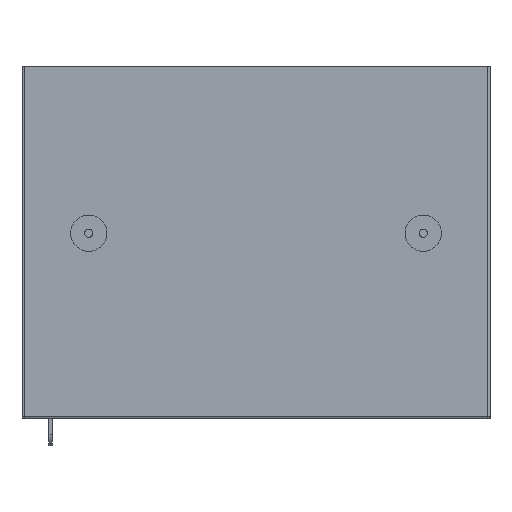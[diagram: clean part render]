
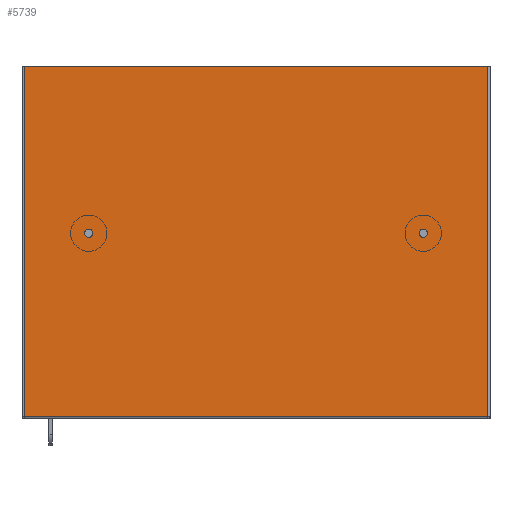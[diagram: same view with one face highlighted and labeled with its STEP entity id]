
A CAD part, front view. The second image highlights one B-rep face of the part: STEP entity #5739.
In plain terms, the highlighted planar face has unit normal (0, -1, 0).
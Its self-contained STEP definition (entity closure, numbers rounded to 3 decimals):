
#40 = CIRCLE ( 'NONE', #6391, 4. ) ;
#137 = CARTESIAN_POINT ( 'NONE',  ( 223.5, 40., -165.5 ) ) ;
#169 = ORIENTED_EDGE ( 'NONE', *, *, #10183, .F. ) ;
#208 = ORIENTED_EDGE ( 'NONE', *, *, #10387, .T. ) ;
#350 = EDGE_CURVE ( 'NONE', #5462, #7904, #7680, .T. ) ;
#368 = CARTESIAN_POINT ( 'NONE',  ( -161.126, 40., 11.5 ) ) ;
#1088 = ORIENTED_EDGE ( 'NONE', *, *, #9214, .T. ) ;
#1188 = VECTOR ( 'NONE', #9585, 1000. ) ;
#1215 = FACE_BOUND ( 'NONE', #9912, .T. ) ;
#1443 = CARTESIAN_POINT ( 'NONE',  ( -161.126, 40., 7.5 ) ) ;
#1526 = DIRECTION ( 'NONE',  ( 0., 1., 0. ) ) ;
#1790 = VERTEX_POINT ( 'NONE', #137 ) ;
#1797 = CARTESIAN_POINT ( 'NONE',  ( 223.5, 40., 172.5 ) ) ;
#1834 = ORIENTED_EDGE ( 'NONE', *, *, #4115, .T. ) ;
#1897 = CIRCLE ( 'NONE', #2804, 4. ) ;
#2345 = DIRECTION ( 'NONE',  ( 1., 0., 0. ) ) ;
#2402 = EDGE_CURVE ( 'NONE', #8970, #2753, #1897, .T. ) ;
#2753 = VERTEX_POINT ( 'NONE', #8218 ) ;
#2804 = AXIS2_PLACEMENT_3D ( 'NONE', #6478, #8232, #10787 ) ;
#2806 = CARTESIAN_POINT ( 'NONE',  ( -223.5, 40., 625.27 ) ) ;
#2842 = CIRCLE ( 'NONE', #9555, 4. ) ;
#2867 = CARTESIAN_POINT ( 'NONE',  ( -223.5, 40., -165.5 ) ) ;
#3067 = DIRECTION ( 'NONE',  ( 0., 0., 1. ) ) ;
#3526 = LINE ( 'NONE', #5286, #6828 ) ;
#3752 = ORIENTED_EDGE ( 'NONE', *, *, #2402, .T. ) ;
#3820 = FACE_BOUND ( 'NONE', #5682, .T. ) ;
#3877 = DIRECTION ( 'NONE',  ( 0., 0., -1. ) ) ;
#4115 = EDGE_CURVE ( 'NONE', #2753, #8970, #40, .T. ) ;
#4179 = CARTESIAN_POINT ( 'NONE',  ( 161.126, 40., 11.5 ) ) ;
#4713 = CARTESIAN_POINT ( 'NONE',  ( 161.126, 40., 15.5 ) ) ;
#4790 = PLANE ( 'NONE',  #6761 ) ;
#5155 = LINE ( 'NONE', #10535, #5458 ) ;
#5286 = CARTESIAN_POINT ( 'NONE',  ( 225.5, 40., 172.5 ) ) ;
#5458 = VECTOR ( 'NONE', #8616, 1000. ) ;
#5462 = VERTEX_POINT ( 'NONE', #1443 ) ;
#5468 = FACE_OUTER_BOUND ( 'NONE', #10279, .T. ) ;
#5682 = EDGE_LOOP ( 'NONE', ( #3752, #1834 ) ) ;
#5712 = EDGE_CURVE ( 'NONE', #7912, #6765, #10578, .T. ) ;
#5739 = ADVANCED_FACE ( 'NONE', ( #3820, #1215, #5468 ), #4790, .F. ) ;
#6391 = AXIS2_PLACEMENT_3D ( 'NONE', #4179, #6904, #10994 ) ;
#6478 = CARTESIAN_POINT ( 'NONE',  ( 161.126, 40., 11.5 ) ) ;
#6529 = CARTESIAN_POINT ( 'NONE',  ( -161.126, 40., 11.5 ) ) ;
#6761 = AXIS2_PLACEMENT_3D ( 'NONE', #8253, #8936, #10906 ) ;
#6765 = VERTEX_POINT ( 'NONE', #2867 ) ;
#6828 = VECTOR ( 'NONE', #2345, 1000. ) ;
#6904 = DIRECTION ( 'NONE',  ( 0., 1., 0. ) ) ;
#7031 = CARTESIAN_POINT ( 'NONE',  ( 223.5, 40., 625.27 ) ) ;
#7081 = LINE ( 'NONE', #7031, #1188 ) ;
#7408 = DIRECTION ( 'NONE',  ( 0., 1., 0. ) ) ;
#7614 = ORIENTED_EDGE ( 'NONE', *, *, #350, .T. ) ;
#7680 = CIRCLE ( 'NONE', #8045, 4. ) ;
#7904 = VERTEX_POINT ( 'NONE', #8386 ) ;
#7912 = VERTEX_POINT ( 'NONE', #11105 ) ;
#7985 = EDGE_CURVE ( 'NONE', #6765, #1790, #5155, .T. ) ;
#8045 = AXIS2_PLACEMENT_3D ( 'NONE', #368, #7408, #9911 ) ;
#8218 = CARTESIAN_POINT ( 'NONE',  ( 161.126, 40., 7.5 ) ) ;
#8232 = DIRECTION ( 'NONE',  ( 0., 1., 0. ) ) ;
#8253 = CARTESIAN_POINT ( 'NONE',  ( 225.5, 40., 625.27 ) ) ;
#8386 = CARTESIAN_POINT ( 'NONE',  ( -161.126, 40., 15.5 ) ) ;
#8616 = DIRECTION ( 'NONE',  ( 1., 0., 0. ) ) ;
#8936 = DIRECTION ( 'NONE',  ( 0., 1., 0. ) ) ;
#8938 = VECTOR ( 'NONE', #3877, 1000. ) ;
#8970 = VERTEX_POINT ( 'NONE', #4713 ) ;
#9214 = EDGE_CURVE ( 'NONE', #1790, #10882, #7081, .T. ) ;
#9555 = AXIS2_PLACEMENT_3D ( 'NONE', #6529, #1526, #3067 ) ;
#9585 = DIRECTION ( 'NONE',  ( 0., 0., 1. ) ) ;
#9590 = ORIENTED_EDGE ( 'NONE', *, *, #7985, .T. ) ;
#9897 = ORIENTED_EDGE ( 'NONE', *, *, #5712, .T. ) ;
#9911 = DIRECTION ( 'NONE',  ( 0., 0., 1. ) ) ;
#9912 = EDGE_LOOP ( 'NONE', ( #208, #7614 ) ) ;
#10183 = EDGE_CURVE ( 'NONE', #7912, #10882, #3526, .T. ) ;
#10279 = EDGE_LOOP ( 'NONE', ( #9590, #1088, #169, #9897 ) ) ;
#10387 = EDGE_CURVE ( 'NONE', #7904, #5462, #2842, .T. ) ;
#10535 = CARTESIAN_POINT ( 'NONE',  ( 225.5, 40., -165.5 ) ) ;
#10578 = LINE ( 'NONE', #2806, #8938 ) ;
#10787 = DIRECTION ( 'NONE',  ( 0., 0., 1. ) ) ;
#10882 = VERTEX_POINT ( 'NONE', #1797 ) ;
#10906 = DIRECTION ( 'NONE',  ( 0., 0., 1. ) ) ;
#10994 = DIRECTION ( 'NONE',  ( 0., 0., 1. ) ) ;
#11105 = CARTESIAN_POINT ( 'NONE',  ( -223.5, 40., 172.5 ) ) ;
